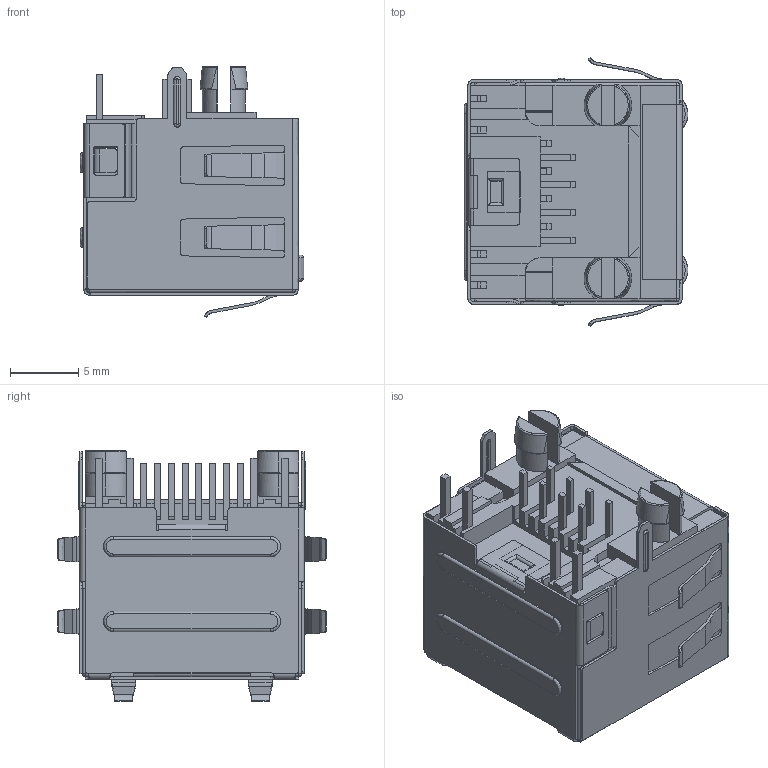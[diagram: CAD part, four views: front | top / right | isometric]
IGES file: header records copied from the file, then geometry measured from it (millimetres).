
Start section: C
Global section: file name: 615008141321.igs; native system: By Siemens PLM Incorporated; preprocessor: XPlus GENERIC/IGES 17.0.49; author: Author; organization: Title; date: 20150312.155756; units: millimetre
Bounding box: 16.45 x 19.75 x 18.44 mm (x, y, z)
Surface area: 5605.8 mm2 (no closed solid volume)
Topology: 0 solids, 0 shells, 1212 faces, 6768 edges, 6752 vertices
Faces by surface type: bspline 1212
